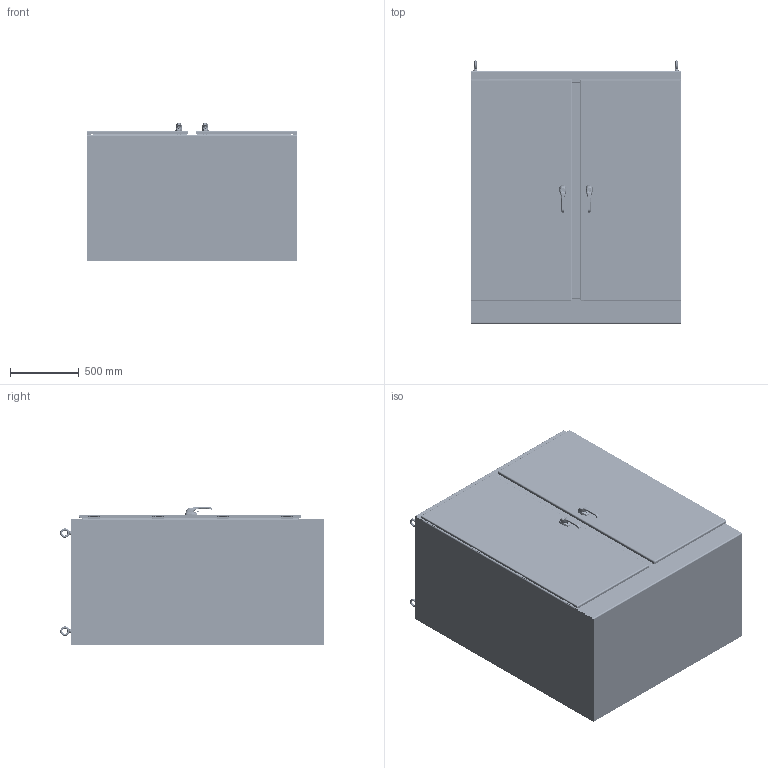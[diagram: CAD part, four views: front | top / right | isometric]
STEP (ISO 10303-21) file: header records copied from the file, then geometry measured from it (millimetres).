
FILE_DESCRIPTION(/* description */ ('WRD, N4X/IP66, FS, 2-DOOR, 3PT, 304 SS, 72x60x36'),/* implementation_level */ '2;1');
FILE_NAME(/* name */ 'WRD726036SSFSDN4.stp',/* time_stamp */ '2021-03-23T06:43:08-05:00',/* author */ ('mraetz'),/* organization */ (''),/* preprocessor_version */ 'ST-DEVELOPER v18.1',/* originating_system */ 'Autodesk Inventor 2020',/* authorisation */ '');
FILE_SCHEMA (('AUTOMOTIVE_DESIGN { 1 0 10303 214 3 1 1 }'));
Products named in the file (69): WRD726036SSFSDN4; WRD7260SSFSDN4FB; WRD7236SSFSDN4RS; WRD7236SSFSDN4LS; WRD6036SSFSDN4TOP; WRD6036SSFSDN4BTM; WRD7260SSFSDN4LDR; WRD7260SSFSDN4RDR; WRD7260SSFSDN4FIP; WRD72SSFSDN4MLR; WRD72SSFSDN4RML; WRD36SSFSDN4LEA; 349131; HFW3026; 316298; HFW328201_WRD_HINGE_ASSM; HFW328201KN; HFW328201HR; HFW372218; HFW390108; HFW328201PIN; HFW328201POMCLIP; 38846; HFW32436_ASSM; 1091-73; 1091-B11_ASM; 1091-74-03; 1091-74-01; 1091-75; DIN3771_16X2_5; 2100-11; 1091-76; D125B_10_5; DIN985_M10; 1000-02; 1225-05; 1000-277-01; SPACER; LARGE_DOOR_ROD_ASSM-37029; HFW31712 ...
Assembly tree (133 placements, depth 5):
  WRD726036SSFSDN4
    WRD7260SSFSDN4FB
    WRD7236SSFSDN4RS
    WRD7236SSFSDN4LS
    WRD6036SSFSDN4TOP
    WRD6036SSFSDN4BTM
    WRD7260SSFSDN4LDR
    WRD7260SSFSDN4FIP  x2
    WRD7260SSFSDN4RDR
    WRD72SSFSDN4MLR
    WRD72SSFSDN4RML
    WRD36SSFSDN4LEA  x2
    349131  x4
    HFW3026  x4
    316298  x4
    38846  x8
    HFW328201_WRD_HINGE_ASSM  x8
      HFW328201KN
      HFW328201HR
      HFW372218
      HFW390108
      HFW328201PIN
      HFW328201POMCLIP
    HFW328202  x8
    HFW32436_ASSM  x2
      1091-73
      1091-B11_ASM
        1091-74-03
        1091-74-01
      1091-75
      DIN3771_16X2_5
      2100-11
      1091-76
      D125B_10_5
      DIN985_M10
      1000-277-01
      1000-02
      1225-05
      SPACER
    LARGE_DOOR_ROD_ASSM-37029  x2
      HFW31712
        1091-903_AF0
          1091-903_AF0_1
          1091-903_AF0_2
        PLASTIC-ROLLER-CAM_AF0_ASM
          PLASTIC-ROLLER-CAM_AF1
          7379-M6-8X25_AF0
          LOCK-NUT_AF0
        SUPPORT-ROLL_AF0
        1091-BR11_AF0
      37029
      ANSI B18.6.3 - 3/8-16 UNC - 1.75
      HFW3762
      31215
      3862
    FUN00132_34.75"  x8
    HFW303136  x2
    HFW303135  x2
    HFW316407  x2
    30221  x8
Bounding box: 1527.38 x 1911.26 x 1005.79 mm (x, y, z)
Volume: 39367863.2 mm3; surface area: 28768891.1 mm2
Topology: 215 solids, 215 shells, 9046 faces, 23018 edges, 14438 vertices
Faces by surface type: plane 3442, cylinder 3030, bspline 1106, torus 636, cone 578, sphere 254
Full cylindrical faces by diameter (mm): 1.5 x4, 2.5 x2, 3 x2, 3.1 x4, 3.15 x2, 3.5 x6, 3.9 x2, 3.969 x8, 4.2 x4, 4.5 x4, 4.632 x176, 4.773 x4, 4.953 x16, 5 x10, 5.08 x16, 5.105 x64, 5.16 x40, 5.4 x6, 6 x10, 6.075 x56, 6.128 x4, 6.172 x4, 6.35 x240, 6.41 x4, 6.535 x32, 6.756 x24, 7.137 x6, 7.144 x4, 7.48 x16, 7.938 x4
Entity records: 141260 total; most frequent: CARTESIAN_POINT 69487, ORIENTED_EDGE 14374, DIRECTION 14306, EDGE_CURVE 7187, AXIS2_PLACEMENT_3D 5438, VERTEX_POINT 4406, LINE 3430, VECTOR 3430
